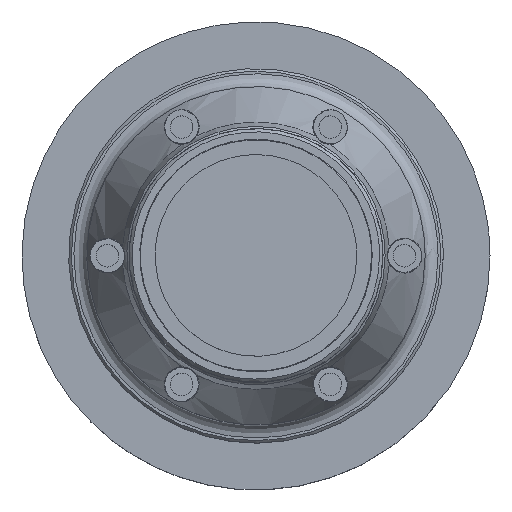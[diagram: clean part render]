
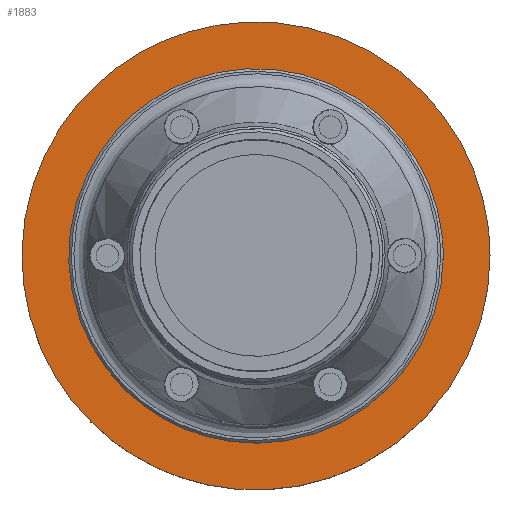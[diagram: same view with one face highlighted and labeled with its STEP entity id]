
A CAD part, top view. The second image highlights one B-rep face of the part: STEP entity #1883.
In plain terms, the highlighted free-form (B-spline) face has degree [1, 1] with [2, 2] control points.
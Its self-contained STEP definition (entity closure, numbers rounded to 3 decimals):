
#1846 = EDGE_CURVE('',#1847,#1847,#1849,.T.);
#1847 = VERTEX_POINT('',#1848);
#1848 = CARTESIAN_POINT('',(75.083,0.,
    0.));
#1849 = ( BOUNDED_CURVE() B_SPLINE_CURVE(2,(#1850,#1851,#1852,#1853,
#1854,#1855,#1856),.UNSPECIFIED.,.T.,.F.) B_SPLINE_CURVE_WITH_KNOTS((1,2
    ,2,2,2,1),(-2.094,0.,2.094,4.189,
6.283,8.378),.UNSPECIFIED.) CURVE() 
GEOMETRIC_REPRESENTATION_ITEM() RATIONAL_B_SPLINE_CURVE((1.,0.5,1.,0.5,
1.,0.5,1.)) REPRESENTATION_ITEM('') );
#1850 = CARTESIAN_POINT('',(75.083,0.,0.));
#1851 = CARTESIAN_POINT('',(75.083,-130.047,
    0.));
#1852 = CARTESIAN_POINT('',(-37.541,-65.023,
    0.));
#1853 = CARTESIAN_POINT('',(-150.165,0.,
    0.));
#1854 = CARTESIAN_POINT('',(-37.541,65.023,
    0.));
#1855 = CARTESIAN_POINT('',(75.083,130.047,
    0.));
#1856 = CARTESIAN_POINT('',(75.083,0.,0.));
#1883 = ADVANCED_FACE('',(#1884,#1898),#1901,.T.);
#1884 = FACE_BOUND('',#1885,.T.);
#1885 = EDGE_LOOP('',(#1886));
#1886 = ORIENTED_EDGE('',*,*,#1887,.F.);
#1887 = EDGE_CURVE('',#1888,#1888,#1890,.T.);
#1888 = VERTEX_POINT('',#1889);
#1889 = CARTESIAN_POINT('',(93.827,0.,
    0.));
#1890 = ( BOUNDED_CURVE() B_SPLINE_CURVE(2,(#1891,#1892,#1893,#1894,
#1895,#1896,#1897),.UNSPECIFIED.,.T.,.F.) B_SPLINE_CURVE_WITH_KNOTS((1,2
    ,2,2,2,1),(-2.094,0.,2.094,4.189,
6.283,8.378),.UNSPECIFIED.) CURVE() 
GEOMETRIC_REPRESENTATION_ITEM() RATIONAL_B_SPLINE_CURVE((1.,0.5,1.,0.5,
1.,0.5,1.)) REPRESENTATION_ITEM('') );
#1891 = CARTESIAN_POINT('',(93.827,0.,0.));
#1892 = CARTESIAN_POINT('',(93.827,-162.514,
    0.));
#1893 = CARTESIAN_POINT('',(-46.914,-81.257,
    0.));
#1894 = CARTESIAN_POINT('',(-187.655,0.,
    0.));
#1895 = CARTESIAN_POINT('',(-46.914,81.257,
    0.));
#1896 = CARTESIAN_POINT('',(93.827,162.514,
    0.));
#1897 = CARTESIAN_POINT('',(93.827,0.,0.));
#1898 = FACE_BOUND('',#1899,.T.);
#1899 = EDGE_LOOP('',(#1900));
#1900 = ORIENTED_EDGE('',*,*,#1846,.T.);
#1901 = B_SPLINE_SURFACE_WITH_KNOTS('',1,1,(
    (#1902,#1903)
    ,(#1904,#1905
    )),.UNSPECIFIED.,.F.,.F.,.F.,(2,2),(2,2),(0.,230.124),(-115.062,
    115.062),.PIECEWISE_BEZIER_KNOTS.);
#1902 = CARTESIAN_POINT('',(-93.827,-93.827,0.));
#1903 = CARTESIAN_POINT('',(-93.827,93.827,0.));
#1904 = CARTESIAN_POINT('',(93.827,-93.827,
    0.));
#1905 = CARTESIAN_POINT('',(93.827,93.827,
    0.));
